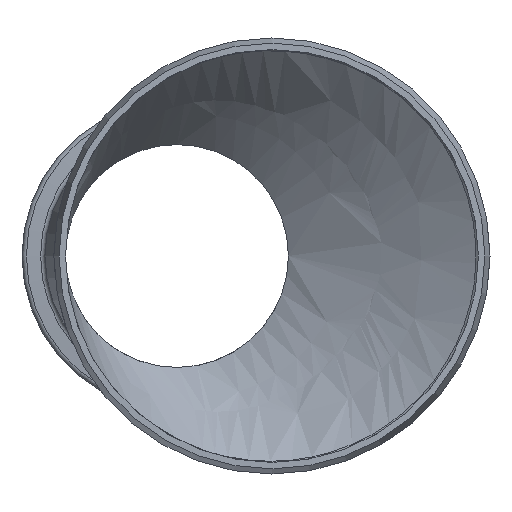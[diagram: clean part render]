
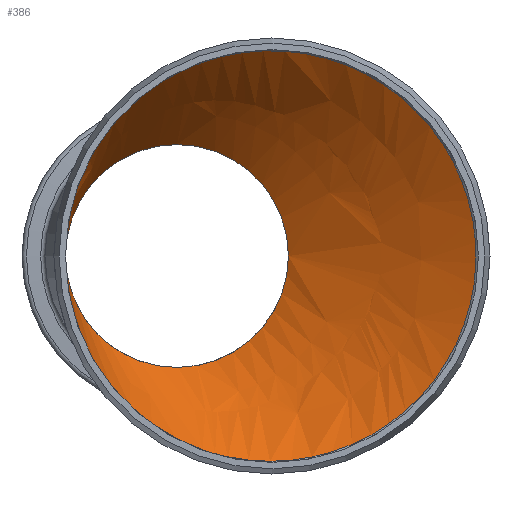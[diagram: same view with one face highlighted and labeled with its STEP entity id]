
A CAD part, front view. The second image highlights one B-rep face of the part: STEP entity #386.
In plain terms, the highlighted free-form (B-spline) face has degree [1, 2] with [2, 9] control points.
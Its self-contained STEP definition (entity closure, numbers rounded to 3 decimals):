
#77=(
BOUNDED_SURFACE()
B_SPLINE_SURFACE(1,2,((#1368,#1369,#1370,#1371,#1372,#1373,#1374,#1375,
#1376),(#1377,#1378,#1379,#1380,#1381,#1382,#1383,#1384,#1385)),
 .UNSPECIFIED.,.F.,.T.,.F.)
B_SPLINE_SURFACE_WITH_KNOTS((2,2),(3,2,2,2,3),(-0.565,1.109),
(-3.142,-1.571,0.,1.571,3.142),
 .UNSPECIFIED.)
GEOMETRIC_REPRESENTATION_ITEM()
RATIONAL_B_SPLINE_SURFACE(((1.,0.707,1.,0.707,1.,
0.707,1.,0.707,1.),(1.,0.707,1.,0.707,
1.,0.707,1.,0.707,1.)))
REPRESENTATION_ITEM('')
SURFACE()
);
#80=CIRCLE('',#422,23.05);
#81=CIRCLE('',#423,23.05);
#114=FACE_OUTER_BOUND('',#149,.T.);
#149=EDGE_LOOP('',(#310,#311,#312,#313,#314,#315));
#217=B_SPLINE_CURVE_WITH_KNOTS('',3,(#1322,#1323,#1324,#1325,#1326,#1327,
#1328,#1329,#1330,#1331,#1332,#1333,#1334,#1335,#1336,#1337,#1338,#1339,
#1340,#1341,#1342,#1343,#1344,#1345,#1346,#1347,#1348,#1349,#1350,#1351,
#1352,#1353,#1354,#1355),.UNSPECIFIED.,.F.,.F.,(4,2,1,1,1,1,1,1,1,1,1,1,
1,1,1,1,1,1,1,1,1,1,1,1,1,1,1,1,1,1,4),(-0.085,0.,1.294,
1.941,2.588,3.882,4.529,5.015,
5.177,5.824,6.794,7.765,8.412,
8.897,9.059,10.353,11.,11.485,
11.647,12.941,14.235,14.559,15.53,
16.177,16.824,18.118,18.441,19.088,
20.059,20.706,20.884),.UNSPECIFIED.);
#218=B_SPLINE_CURVE_WITH_KNOTS('',3,(#1356,#1357,#1358,#1359,#1360,#1361,
#1362,#1363,#1364,#1365,#1366,#1367),.UNSPECIFIED.,.F.,.F.,(4,1,1,1,1,1,
1,2,4),(20.884,22.,22.647,22.809,
23.294,23.941,24.589,25.883,25.968),
 .UNSPECIFIED.);
#219=B_SPLINE_CURVE_WITH_KNOTS('',1,(#1387,#1388),.UNSPECIFIED.,.F.,.F.,
(2,2),(0.2,0.901),.UNSPECIFIED.);
#224=VERTEX_POINT('',#1278);
#225=VERTEX_POINT('',#1321);
#226=VERTEX_POINT('',#1386);
#227=VERTEX_POINT('',#1389);
#264=EDGE_CURVE('',#224,#225,#217,.T.);
#265=EDGE_CURVE('',#225,#224,#218,.T.);
#266=EDGE_CURVE('',#225,#226,#219,.T.);
#267=EDGE_CURVE('',#227,#226,#80,.T.);
#268=EDGE_CURVE('',#226,#227,#81,.T.);
#310=ORIENTED_EDGE('',*,*,#264,.F.);
#311=ORIENTED_EDGE('',*,*,#265,.F.);
#312=ORIENTED_EDGE('',*,*,#266,.T.);
#313=ORIENTED_EDGE('',*,*,#267,.F.);
#314=ORIENTED_EDGE('',*,*,#268,.F.);
#315=ORIENTED_EDGE('',*,*,#266,.F.);
#386=ADVANCED_FACE('',(#114),#77,.T.);
#422=AXIS2_PLACEMENT_3D('',#1390,#490,#491);
#423=AXIS2_PLACEMENT_3D('',#1391,#492,#493);
#490=DIRECTION('center_axis',(0.,-1.,0.));
#491=DIRECTION('ref_axis',(-1.,0.,0.));
#492=DIRECTION('center_axis',(0.,-1.,0.));
#493=DIRECTION('ref_axis',(-1.,0.,0.));
#1278=CARTESIAN_POINT('',(-23.05,-25.115,0.));
#1321=CARTESIAN_POINT('',(5.283,-24.883,-40.067));
#1322=CARTESIAN_POINT('Ctrl Pts',(-23.05,-25.115,0.));
#1323=CARTESIAN_POINT('Ctrl Pts',(-23.05,-25.115,0.29));
#1324=CARTESIAN_POINT('Ctrl Pts',(-23.047,-25.115,0.58));
#1325=CARTESIAN_POINT('Ctrl Pts',(-22.95,-25.114,5.288));
#1326=CARTESIAN_POINT('Ctrl Pts',(-21.789,-25.102,11.894));
#1327=CARTESIAN_POINT('Ctrl Pts',(-18.201,-25.066,20.124));
#1328=CARTESIAN_POINT('Ctrl Pts',(-13.441,-25.019,27.601));
#1329=CARTESIAN_POINT('Ctrl Pts',(-6.918,-24.96,33.889));
#1330=CARTESIAN_POINT('Ctrl Pts',(0.242,-24.91,38.072));
#1331=CARTESIAN_POINT('Ctrl Pts',(4.37,-24.887,39.789));
#1332=CARTESIAN_POINT('Ctrl Pts',(8.596,-24.866,41.155));
#1333=CARTESIAN_POINT('Ctrl Pts',(14.517,-24.843,42.463));
#1334=CARTESIAN_POINT('Ctrl Pts',(23.47,-24.823,42.642));
#1335=CARTESIAN_POINT('Ctrl Pts',(32.096,-24.815,40.779));
#1336=CARTESIAN_POINT('Ctrl Pts',(38.748,-24.814,37.919));
#1337=CARTESIAN_POINT('Ctrl Pts',(42.499,-24.815,35.65));
#1338=CARTESIAN_POINT('Ctrl Pts',(47.865,-24.816,31.825));
#1339=CARTESIAN_POINT('Ctrl Pts',(52.959,-24.82,26.626));
#1340=CARTESIAN_POINT('Ctrl Pts',(57.199,-24.823,19.588));
#1341=CARTESIAN_POINT('Ctrl Pts',(58.958,-24.824,15.518));
#1342=CARTESIAN_POINT('Ctrl Pts',(61.085,-24.826,9.281));
#1343=CARTESIAN_POINT('Ctrl Pts',(62.535,-24.827,-0.006));
#1344=CARTESIAN_POINT('Ctrl Pts',(60.991,-24.826,-9.865));
#1345=CARTESIAN_POINT('Ctrl Pts',(57.998,-24.823,-18.098));
#1346=CARTESIAN_POINT('Ctrl Pts',(54.759,-24.821,-23.96));
#1347=CARTESIAN_POINT('Ctrl Pts',(49.825,-24.818,-29.826));
#1348=CARTESIAN_POINT('Ctrl Pts',(43.152,-24.815,-35.647));
#1349=CARTESIAN_POINT('Ctrl Pts',(36.29,-24.814,-39.257));
#1350=CARTESIAN_POINT('Ctrl Pts',(28.858,-24.818,-41.476));
#1351=CARTESIAN_POINT('Ctrl Pts',(22.367,-24.825,-42.62));
#1352=CARTESIAN_POINT('Ctrl Pts',(14.531,-24.843,-42.461));
#1353=CARTESIAN_POINT('Ctrl Pts',(8.542,-24.866,-41.148));
#1354=CARTESIAN_POINT('Ctrl Pts',(5.858,-24.88,-40.269));
#1355=CARTESIAN_POINT('Ctrl Pts',(5.283,-24.883,-40.067));
#1356=CARTESIAN_POINT('Ctrl Pts',(5.283,-24.883,-40.067));
#1357=CARTESIAN_POINT('Ctrl Pts',(1.676,-24.901,-38.799));
#1358=CARTESIAN_POINT('Ctrl Pts',(-3.784,-24.936,-36.017));
#1359=CARTESIAN_POINT('Ctrl Pts',(-8.869,-24.979,-31.827));
#1360=CARTESIAN_POINT('Ctrl Pts',(-12.029,-25.007,-28.669));
#1361=CARTESIAN_POINT('Ctrl Pts',(-14.922,-25.034,-25.261));
#1362=CARTESIAN_POINT('Ctrl Pts',(-18.198,-25.066,-20.136));
#1363=CARTESIAN_POINT('Ctrl Pts',(-21.783,-25.102,-11.908));
#1364=CARTESIAN_POINT('Ctrl Pts',(-22.951,-25.114,-5.287));
#1365=CARTESIAN_POINT('Ctrl Pts',(-23.047,-25.115,-0.583));
#1366=CARTESIAN_POINT('Ctrl Pts',(-23.05,-25.115,-0.291));
#1367=CARTESIAN_POINT('Ctrl Pts',(-23.05,-25.115,0.));
#1368=CARTESIAN_POINT('Ctrl Pts',(19.425,-49.378,-60.068));
#1369=CARTESIAN_POINT('Ctrl Pts',(-23.05,-73.9,-60.068));
#1370=CARTESIAN_POINT('Ctrl Pts',(-23.05,-73.9,0.));
#1371=CARTESIAN_POINT('Ctrl Pts',(-23.05,-73.9,60.068));
#1372=CARTESIAN_POINT('Ctrl Pts',(19.425,-49.378,60.068));
#1373=CARTESIAN_POINT('Ctrl Pts',(61.899,-24.855,60.068));
#1374=CARTESIAN_POINT('Ctrl Pts',(61.899,-24.855,0.));
#1375=CARTESIAN_POINT('Ctrl Pts',(61.899,-24.855,-60.068));
#1376=CARTESIAN_POINT('Ctrl Pts',(19.425,-49.378,-60.068));
#1377=CARTESIAN_POINT('Ctrl Pts',(-11.525,4.229,-16.299));
#1378=CARTESIAN_POINT('Ctrl Pts',(-23.05,-2.425,-16.299));
#1379=CARTESIAN_POINT('Ctrl Pts',(-23.05,-2.425,0.));
#1380=CARTESIAN_POINT('Ctrl Pts',(-23.05,-2.425,16.299));
#1381=CARTESIAN_POINT('Ctrl Pts',(-11.525,4.229,16.299));
#1382=CARTESIAN_POINT('Ctrl Pts',(0.,10.882,
16.299));
#1383=CARTESIAN_POINT('Ctrl Pts',(0.,10.882,
0.));
#1384=CARTESIAN_POINT('Ctrl Pts',(0.,10.882,
-16.299));
#1385=CARTESIAN_POINT('Ctrl Pts',(-11.525,4.229,-16.299));
#1386=CARTESIAN_POINT('',(-7.683,-2.425,-21.732));
#1387=CARTESIAN_POINT('Ctrl Pts',(5.282,-24.883,-40.068));
#1388=CARTESIAN_POINT('Ctrl Pts',(-7.683,-2.425,-21.732));
#1389=CARTESIAN_POINT('',(-23.05,-2.425,0.));
#1390=CARTESIAN_POINT('Origin',(0.,-2.425,
0.));
#1391=CARTESIAN_POINT('Origin',(0.,-2.425,
0.));
